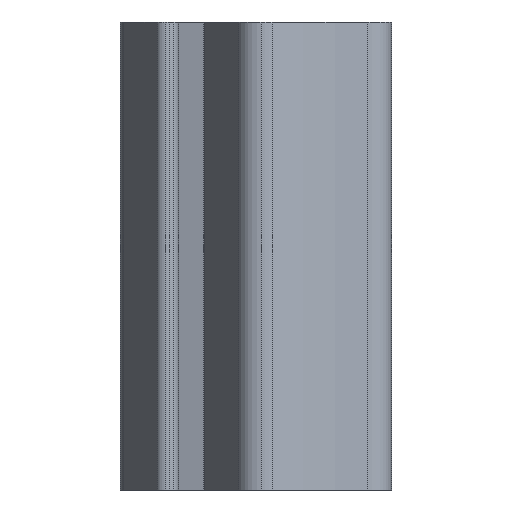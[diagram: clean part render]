
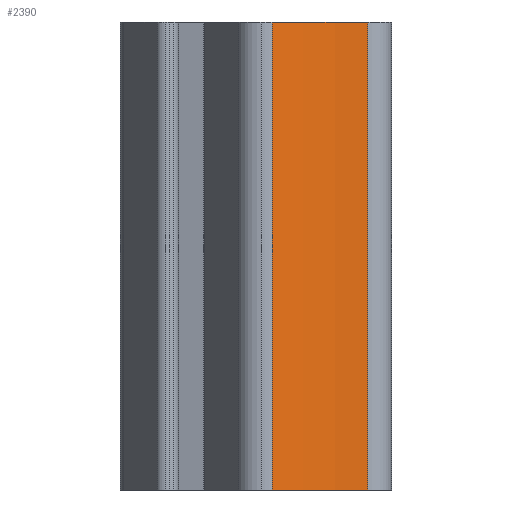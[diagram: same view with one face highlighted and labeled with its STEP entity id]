
A CAD part, left-side view. The second image highlights one B-rep face of the part: STEP entity #2390.
In plain terms, the highlighted cylindrical face has radius 30 mm (diameter 60 mm), a partial arc.
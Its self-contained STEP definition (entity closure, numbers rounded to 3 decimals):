
#48 = CARTESIAN_POINT ( 'NONE',  ( 27.263, 12.765, 25. ) ) ;
#77 = ORIENTED_EDGE ( 'NONE', *, *, #1952, .T. ) ;
#84 = CYLINDRICAL_SURFACE ( 'NONE', #321, 30. ) ;
#87 = DIRECTION ( 'NONE',  ( 0., 0., -1. ) ) ;
#135 = EDGE_LOOP ( 'NONE', ( #77, #605, #714, #3581 ) ) ;
#161 = DIRECTION ( 'NONE',  ( 0., 0., -1. ) ) ;
#169 = CIRCLE ( 'NONE', #3252, 30. ) ;
#174 = VERTEX_POINT ( 'NONE', #1924 ) ;
#176 = VERTEX_POINT ( 'NONE', #3227 ) ;
#321 = AXIS2_PLACEMENT_3D ( 'NONE', #2291, #2913, #1409 ) ;
#605 = ORIENTED_EDGE ( 'NONE', *, *, #1708, .F. ) ;
#714 = ORIENTED_EDGE ( 'NONE', *, *, #993, .F. ) ;
#832 = DIRECTION ( 'NONE',  ( 0., 0., -1. ) ) ;
#993 = EDGE_CURVE ( 'NONE', #1809, #174, #1203, .T. ) ;
#999 = VECTOR ( 'NONE', #1303, 1000. ) ;
#1020 = DIRECTION ( 'NONE',  ( 1., 0., 0. ) ) ;
#1084 = EDGE_CURVE ( 'NONE', #1809, #3479, #1628, .T. ) ;
#1203 = CIRCLE ( 'NONE', #3499, 30. ) ;
#1253 = CARTESIAN_POINT ( 'NONE',  ( 27.263, 12.765, 25. ) ) ;
#1303 = DIRECTION ( 'NONE',  ( 0., 0., -1. ) ) ;
#1322 = CARTESIAN_POINT ( 'NONE',  ( 0.115, 0., 25. ) ) ;
#1409 = DIRECTION ( 'NONE',  ( -1., 0., 0. ) ) ;
#1628 = LINE ( 'NONE', #48, #999 ) ;
#1697 = CARTESIAN_POINT ( 'NONE',  ( 0.115, 0., -25. ) ) ;
#1708 = EDGE_CURVE ( 'NONE', #174, #176, #1793, .T. ) ;
#1793 = LINE ( 'NONE', #2459, #2041 ) ;
#1809 = VERTEX_POINT ( 'NONE', #1253 ) ;
#1924 = CARTESIAN_POINT ( 'NONE',  ( 30.009, 2.519, 25. ) ) ;
#1952 = EDGE_CURVE ( 'NONE', #3479, #176, #169, .T. ) ;
#2022 = FACE_OUTER_BOUND ( 'NONE', #135, .T. ) ;
#2041 = VECTOR ( 'NONE', #832, 1000. ) ;
#2291 = CARTESIAN_POINT ( 'NONE',  ( 0.115, 0., 25. ) ) ;
#2390 = ADVANCED_FACE ( 'NONE', ( #2022 ), #84, .F. ) ;
#2459 = CARTESIAN_POINT ( 'NONE',  ( 30.009, 2.519, 25. ) ) ;
#2913 = DIRECTION ( 'NONE',  ( 0., 0., -1. ) ) ;
#2937 = CARTESIAN_POINT ( 'NONE',  ( 27.263, 12.765, -25. ) ) ;
#3227 = CARTESIAN_POINT ( 'NONE',  ( 30.009, 2.519, -25. ) ) ;
#3252 = AXIS2_PLACEMENT_3D ( 'NONE', #1697, #161, #1020 ) ;
#3479 = VERTEX_POINT ( 'NONE', #2937 ) ;
#3488 = DIRECTION ( 'NONE',  ( 1., 0., 0. ) ) ;
#3499 = AXIS2_PLACEMENT_3D ( 'NONE', #1322, #87, #3488 ) ;
#3581 = ORIENTED_EDGE ( 'NONE', *, *, #1084, .T. ) ;
